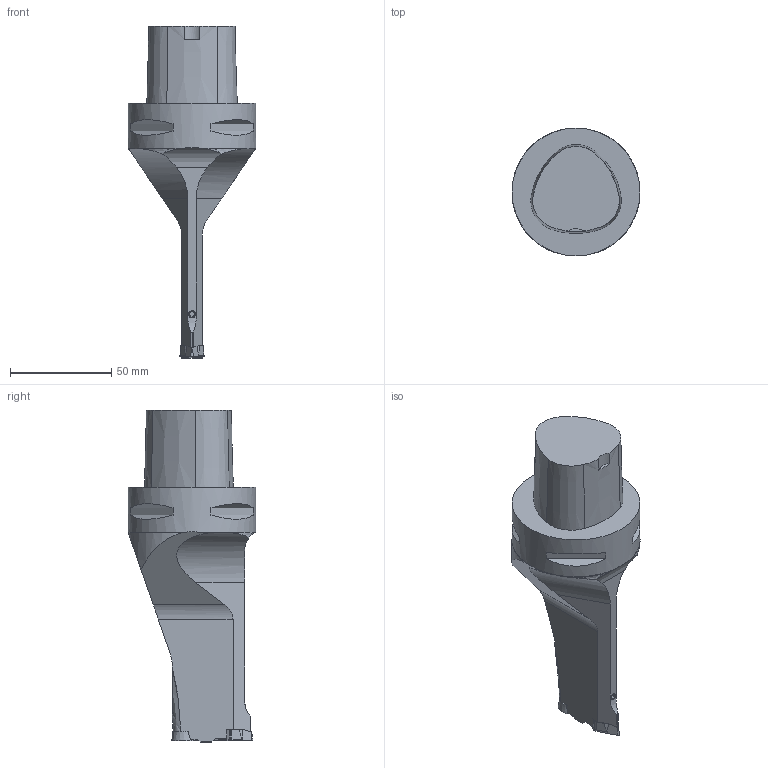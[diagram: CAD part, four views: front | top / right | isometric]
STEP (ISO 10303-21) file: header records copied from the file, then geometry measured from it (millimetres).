
FILE_DESCRIPTION(/* description */ (''),/* implementation_level */ '2;1');
FILE_NAME(/* name */ '1668769482856.stp',/* time_stamp */ '2022-11-18T12:04:48+01:00',/* author */ (''),/* organization */ ('SMS'),/* preprocessor_version */ 'ST-DEVELOPER v16.7',/* originating_system */ 'SIEMENS PLM Software NX 12.0',/* authorisation */ '');
FILE_SCHEMA (('AUTOMOTIVE_DESIGN { 1 0 10303 214 3 1 1 1 }'));
Length unit declared in the file: millimetre
Products named in the file (5): IsoTurningInsert; ASSEMBLY_CONSTRUCTION; 202599669mod000_00; 204421740mod000_00; 204421743mod000_00
Assembly tree (4 placements, depth 2):
  204421743mod000_00
    204421740mod000_00
    202599669mod000_00
    ASSEMBLY_CONSTRUCTION
    IsoTurningInsert
Bounding box: 63 x 63 x 163.6 mm (x, y, z)
Volume: 203846 mm3; surface area: 26701 mm2
Topology: 3 solids, 3 shells, 200 faces, 527 edges, 353 vertices
Faces by surface type: plane 97, extrusion 34, cone 28, cylinder 23, torus 13, bspline 3, sphere 2
Full cylindrical faces by diameter (mm): 3.3 x1, 3.7 x2, 4.4 x2, 63 x1
Entity records: 7638 total; most frequent: CARTESIAN_POINT 2576, ORIENTED_EDGE 994, DIRECTION 991, EDGE_CURVE 497, AXIS2_PLACEMENT_3D 362, VERTEX_POINT 333, VECTOR 267, EDGE_LOOP 234
